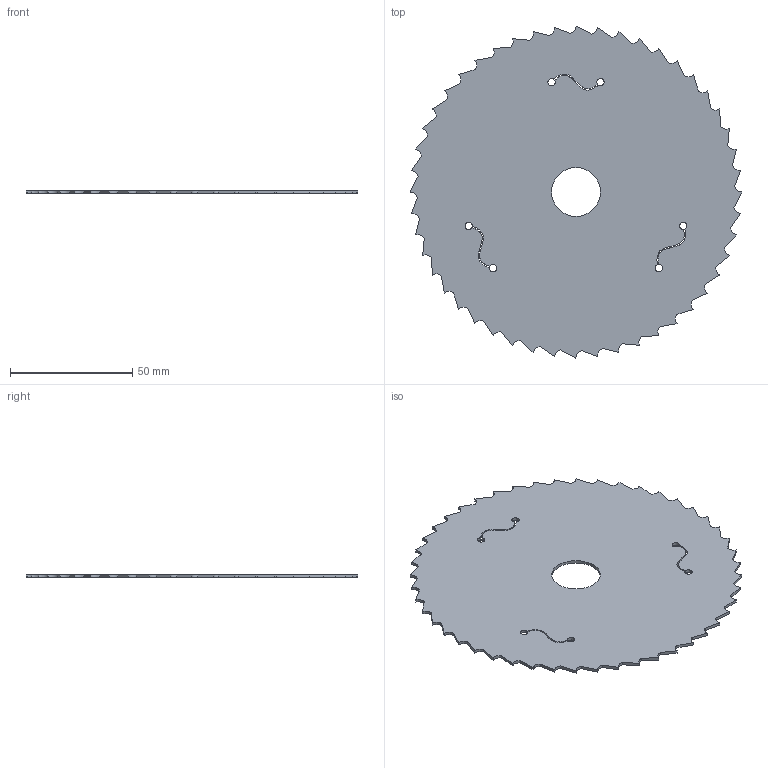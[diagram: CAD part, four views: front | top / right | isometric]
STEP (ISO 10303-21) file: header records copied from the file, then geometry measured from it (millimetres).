
FILE_DESCRIPTION(('FreeCAD Model'),'2;1');
FILE_NAME('Open CASCADE Shape Model','2023-03-14T12:25:10',(''),(''), 'Open CASCADE STEP processor 7.5','FreeCAD','Unknown');
FILE_SCHEMA(('AUTOMOTIVE_DESIGN { 1 0 10303 214 1 1 1 1 }'));
Length unit declared in the file: millimetre
Products named in the file (1): hoja-sierra-circular
Bounding box: 136 x 136 x 1.2 mm (x, y, z)
Volume: 16077.9 mm3; surface area: 27728.9 mm2
Topology: 1 solids, 1 shells, 111 faces, 327 edges, 218 vertices
Faces by surface type: cylinder 55, plane 50, extrusion 6
Full cylindrical faces by diameter (mm): 20 x1
Entity records: 9850 total; most frequent: CARTESIAN_POINT 3489, DIRECTION 1135, ORIENTED_EDGE 654, PCURVE 654, DEFINITIONAL_REPRESENTATION 654, VECTOR 593, LINE 587, EDGE_CURVE 327
